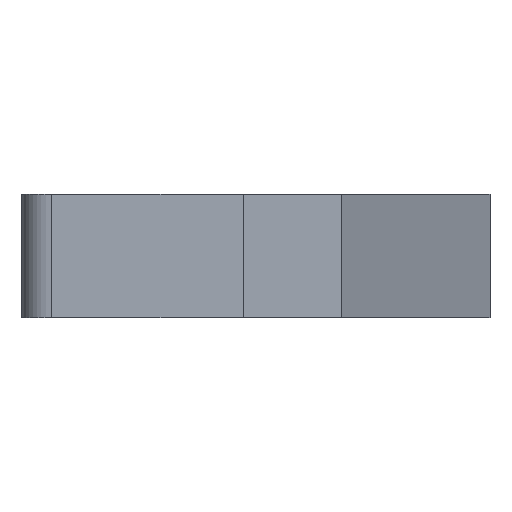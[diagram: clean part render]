
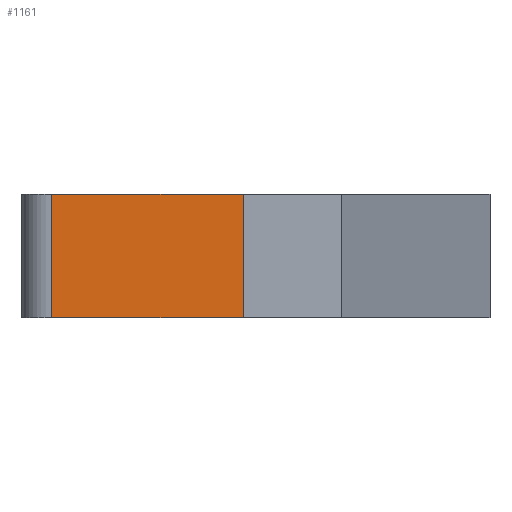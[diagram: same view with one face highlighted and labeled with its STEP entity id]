
A CAD part, left-side view. The second image highlights one B-rep face of the part: STEP entity #1161.
In plain terms, the highlighted planar face has unit normal (-1, 0, 0).
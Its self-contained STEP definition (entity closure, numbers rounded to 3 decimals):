
#74 = DIRECTION ( 'NONE',  ( 0., -1., 0. ) ) ;
#150 = VECTOR ( 'NONE', #2020, 1000. ) ;
#203 = CARTESIAN_POINT ( 'NONE',  ( -72.5, -123.074, 4.5 ) ) ;
#207 = CARTESIAN_POINT ( 'NONE',  ( -72.5, -123.074, -8. ) ) ;
#383 = CARTESIAN_POINT ( 'NONE',  ( -72.5, -123.074, 313.369 ) ) ;
#407 = EDGE_LOOP ( 'NONE', ( #2251, #1076, #1034, #3153 ) ) ;
#417 = EDGE_CURVE ( 'NONE', #2316, #915, #3026, .T. ) ;
#467 = FACE_OUTER_BOUND ( 'NONE', #407, .T. ) ;
#499 = LINE ( 'NONE', #2150, #581 ) ;
#581 = VECTOR ( 'NONE', #1660, 1000. ) ;
#861 = VECTOR ( 'NONE', #1773, 1000. ) ;
#915 = VERTEX_POINT ( 'NONE', #2771 ) ;
#944 = LINE ( 'NONE', #2339, #861 ) ;
#1022 = CARTESIAN_POINT ( 'NONE',  ( -72.5, 152.5, -8. ) ) ;
#1034 = ORIENTED_EDGE ( 'NONE', *, *, #1282, .F. ) ;
#1076 = ORIENTED_EDGE ( 'NONE', *, *, #2595, .T. ) ;
#1081 = AXIS2_PLACEMENT_3D ( 'NONE', #1866, #1374, #74 ) ;
#1126 = PLANE ( 'NONE',  #1081 ) ;
#1161 = ADVANCED_FACE ( 'NONE', ( #467 ), #1126, .T. ) ;
#1282 = EDGE_CURVE ( 'NONE', #1643, #2796, #944, .T. ) ;
#1372 = CARTESIAN_POINT ( 'NONE',  ( -72.5, -142.5, 4.5 ) ) ;
#1374 = DIRECTION ( 'NONE',  ( -1., 0., 0. ) ) ;
#1488 = LINE ( 'NONE', #383, #2315 ) ;
#1643 = VERTEX_POINT ( 'NONE', #203 ) ;
#1660 = DIRECTION ( 'NONE',  ( 0., 0., 1. ) ) ;
#1773 = DIRECTION ( 'NONE',  ( 0., -1., 0. ) ) ;
#1866 = CARTESIAN_POINT ( 'NONE',  ( -72.5, 152.5, 313.369 ) ) ;
#2020 = DIRECTION ( 'NONE',  ( 0., -1., 0. ) ) ;
#2150 = CARTESIAN_POINT ( 'NONE',  ( -72.5, -142.5, 313.369 ) ) ;
#2161 = DIRECTION ( 'NONE',  ( 0., 0., 1. ) ) ;
#2251 = ORIENTED_EDGE ( 'NONE', *, *, #417, .T. ) ;
#2315 = VECTOR ( 'NONE', #2161, 1000. ) ;
#2316 = VERTEX_POINT ( 'NONE', #207 ) ;
#2339 = CARTESIAN_POINT ( 'NONE',  ( -72.5, 152.5, 4.5 ) ) ;
#2595 = EDGE_CURVE ( 'NONE', #915, #2796, #499, .T. ) ;
#2771 = CARTESIAN_POINT ( 'NONE',  ( -72.5, -142.5, -8. ) ) ;
#2796 = VERTEX_POINT ( 'NONE', #1372 ) ;
#3026 = LINE ( 'NONE', #1022, #150 ) ;
#3153 = ORIENTED_EDGE ( 'NONE', *, *, #3177, .F. ) ;
#3177 = EDGE_CURVE ( 'NONE', #2316, #1643, #1488, .T. ) ;
